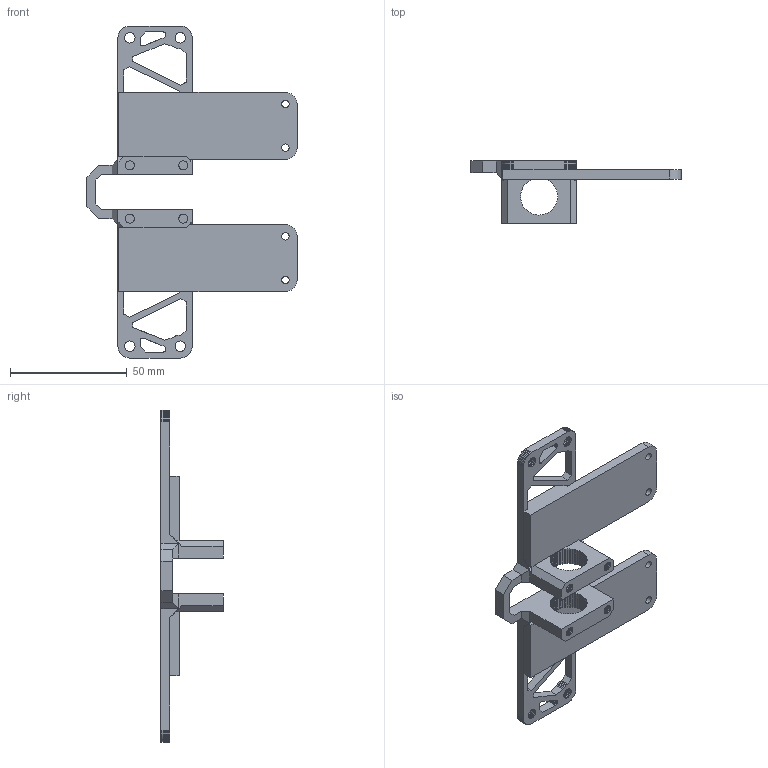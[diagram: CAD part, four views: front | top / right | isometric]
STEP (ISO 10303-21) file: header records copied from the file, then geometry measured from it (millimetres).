
FILE_DESCRIPTION(/* description */ (''),/* implementation_level */ '2;1');
FILE_NAME(/* name */ 'Rear Suspension 1.stp',/* time_stamp */ '2023-08-09T18:06:04+05:00',/* author */ ('ahmed'),/* organization */ (''),/* preprocessor_version */ 'ST-DEVELOPER v17',/* originating_system */ 'Autodesk Inventor 2019',/* authorisation */ '');
FILE_SCHEMA (('AUTOMOTIVE_DESIGN { 1 0 10303 214 3 1 1 }'));
Length unit declared in the file: millimetre
Products named in the file (1): Part2
Bounding box: 90.09 x 26.67 x 142.24 mm (x, y, z)
Volume: 36720.3 mm3; surface area: 19983.8 mm2
Topology: 1 solids, 1 shells, 674 faces, 2017 edges, 1347 vertices
Faces by surface type: bspline 644, plane 22, cylinder 8
Full cylindrical faces by diameter (mm): 3.2 x4
Entity records: 28261 total; most frequent: CARTESIAN_POINT 15830, ORIENTED_EDGE 4034, EDGE_CURVE 2017, B_SPLINE_CURVE_WITH_KNOTS 1967, VERTEX_POINT 1347, EDGE_LOOP 708, FACE_OUTER_BOUND 674, ADVANCED_FACE 674
